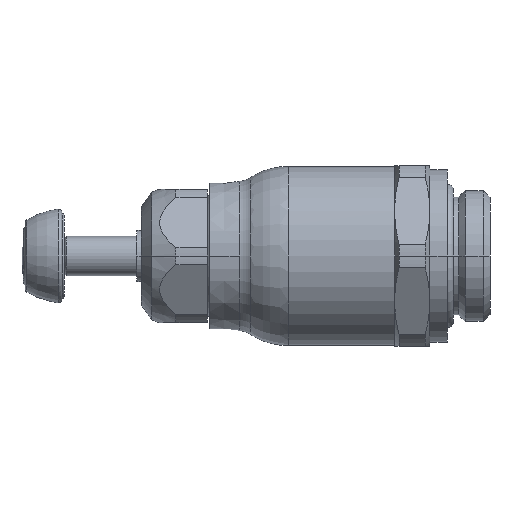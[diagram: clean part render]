
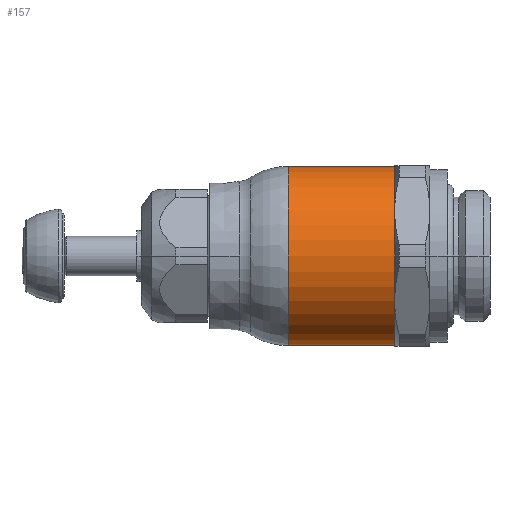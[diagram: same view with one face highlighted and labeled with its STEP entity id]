
A CAD part, left-side view. The second image highlights one B-rep face of the part: STEP entity #157.
In plain terms, the highlighted cylindrical face has radius 11.4 mm (diameter 22.801 mm), a full revolution.
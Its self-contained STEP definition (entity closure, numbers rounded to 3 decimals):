
#157=ADVANCED_FACE('',(#407,#408),#409,.T.);
#407=FACE_BOUND('',#664,.T.);
#408=FACE_BOUND('',#665,.T.);
#409=CYLINDRICAL_SURFACE('',#666,11.4);
#664=EDGE_LOOP('',(#1559,#1560,#1561));
#665=EDGE_LOOP('',(#1562,#1563));
#666=AXIS2_PLACEMENT_3D('',#1564,#1565,#1566);
#1559=ORIENTED_EDGE('',*,*,#1743,.T.);
#1560=ORIENTED_EDGE('',*,*,#1687,.T.);
#1561=ORIENTED_EDGE('',*,*,#1878,.F.);
#1562=ORIENTED_EDGE('',*,*,#1772,.T.);
#1563=ORIENTED_EDGE('',*,*,#1773,.T.);
#1564=CARTESIAN_POINT('',(0.0,6.75,0.0));
#1565=DIRECTION('',(0.0,1.0,0.0));
#1566=DIRECTION('',(-1.0,0.0,0.0));
#1687=EDGE_CURVE('',#2052,#2050,#2053,.T.);
#1743=EDGE_CURVE('',#2142,#2052,#2143,.T.);
#1772=EDGE_CURVE('',#2185,#2186,#2187,.T.);
#1773=EDGE_CURVE('',#2186,#2185,#2188,.T.);
#1878=EDGE_CURVE('',#2142,#2050,#2352,.T.);
#2050=VERTEX_POINT('',#2646);
#2052=VERTEX_POINT('',#2681);
#2053=B_SPLINE_CURVE_WITH_KNOTS('',3,(#2682,#2683,#2684,#2685,#2686,#2687,#2688,#2689,#2690,#2691,#2692,#2693,#2694,#2695,#2696,#2697,#2698,#2699,#2700,#2701,#2702,#2703,#2704,#2705,#2706,#2707,#2708,#2709,#2710,#2711,#2712,#2713,#2714,#2715,#2716,#2717,#2718,#2719,#2720),.UNSPECIFIED.,.F.,.F.,(4,3,2,2,2,2,2,2,2,2,2,2,2,2,2,2,2,2,4),(-1.433,0.0,1.433,2.865,4.298,5.731,7.151,8.571,9.99,11.41,12.83,14.25,15.67,17.09,18.523,19.955,21.388,22.821,24.253),.UNSPECIFIED.);
#2142=VERTEX_POINT('',#2978);
#2143=B_SPLINE_CURVE_WITH_KNOTS('',3,(#2979,#2980,#2981,#2982,#2983,#2984,#2985,#2986,#2987,#2988,#2989,#2990,#2991,#2992,#2993,#2994,#2995,#2996,#2997,#2998,#2999,#3000,#3001,#3002,#3003,#3004,#3005,#3006,#3007,#3008,#3009,#3010,#3011,#3012,#3013,#3014,#3015,#3016,#3017),.UNSPECIFIED.,.F.,.F.,(4,3,2,2,2,2,2,2,2,2,2,2,2,2,2,2,2,2,4),(-1.433,0.0,1.433,2.865,4.298,5.731,7.151,8.571,9.99,11.41,12.83,14.25,15.67,17.09,18.523,19.955,21.388,22.821,24.253),.UNSPECIFIED.);
#2185=VERTEX_POINT('',#3116);
#2186=VERTEX_POINT('',#3117);
#2187=CIRCLE('',#3118,11.4);
#2188=CIRCLE('',#3119,11.4);
#2352=CIRCLE('',#3538,11.4);
#2646=CARTESIAN_POINT('',(8.757,13.5,7.3));
#2681=CARTESIAN_POINT('',(11.4,6.2,0.));
#2682=CARTESIAN_POINT('',(8.875,14.941,-7.156));
#2683=CARTESIAN_POINT('',(8.797,14.464,-7.252));
#2684=CARTESIAN_POINT('',(8.757,13.978,-7.3));
#2685=CARTESIAN_POINT('',(8.757,13.5,-7.3));
#2686=CARTESIAN_POINT('',(8.757,13.022,-7.3));
#2687=CARTESIAN_POINT('',(8.797,12.536,-7.252));
#2688=CARTESIAN_POINT('',(8.952,11.581,-7.06));
#2689=CARTESIAN_POINT('',(9.066,11.112,-6.915));
#2690=CARTESIAN_POINT('',(9.341,10.221,-6.54));
#2691=CARTESIAN_POINT('',(9.501,9.797,-6.309));
#2692=CARTESIAN_POINT('',(9.832,9.014,-5.779));
#2693=CARTESIAN_POINT('',(10.003,8.656,-5.48));
#2694=CARTESIAN_POINT('',(10.325,8.023,-4.847));
#2695=CARTESIAN_POINT('',(10.487,7.725,-4.49));
#2696=CARTESIAN_POINT('',(10.789,7.194,-3.707));
#2697=CARTESIAN_POINT('',(10.928,6.961,-3.282));
#2698=CARTESIAN_POINT('',(11.158,6.584,-2.386));
#2699=CARTESIAN_POINT('',(11.249,6.439,-1.915));
#2700=CARTESIAN_POINT('',(11.37,6.247,-0.958));
#2701=CARTESIAN_POINT('',(11.4,6.2,-0.473));
#2702=CARTESIAN_POINT('',(11.4,6.2,0.473));
#2703=CARTESIAN_POINT('',(11.37,6.247,0.958));
#2704=CARTESIAN_POINT('',(11.249,6.439,1.915));
#2705=CARTESIAN_POINT('',(11.158,6.584,2.386));
#2706=CARTESIAN_POINT('',(10.928,6.961,3.282));
#2707=CARTESIAN_POINT('',(10.789,7.194,3.707));
#2708=CARTESIAN_POINT('',(10.487,7.725,4.49));
#2709=CARTESIAN_POINT('',(10.325,8.023,4.847));
#2710=CARTESIAN_POINT('',(10.003,8.656,5.48));
#2711=CARTESIAN_POINT('',(9.832,9.014,5.779));
#2712=CARTESIAN_POINT('',(9.501,9.797,6.309));
#2713=CARTESIAN_POINT('',(9.341,10.221,6.54));
#2714=CARTESIAN_POINT('',(9.066,11.112,6.915));
#2715=CARTESIAN_POINT('',(8.952,11.581,7.06));
#2716=CARTESIAN_POINT('',(8.797,12.536,7.252));
#2717=CARTESIAN_POINT('',(8.757,13.022,7.3));
#2718=CARTESIAN_POINT('',(8.757,13.978,7.3));
#2719=CARTESIAN_POINT('',(8.797,14.464,7.252));
#2720=CARTESIAN_POINT('',(8.875,14.941,7.156));
#2978=CARTESIAN_POINT('',(8.757,13.5,-7.3));
#2979=CARTESIAN_POINT('',(8.875,14.941,-7.156));
#2980=CARTESIAN_POINT('',(8.797,14.464,-7.252));
#2981=CARTESIAN_POINT('',(8.757,13.978,-7.3));
#2982=CARTESIAN_POINT('',(8.757,13.5,-7.3));
#2983=CARTESIAN_POINT('',(8.757,13.022,-7.3));
#2984=CARTESIAN_POINT('',(8.797,12.536,-7.252));
#2985=CARTESIAN_POINT('',(8.952,11.581,-7.06));
#2986=CARTESIAN_POINT('',(9.066,11.112,-6.915));
#2987=CARTESIAN_POINT('',(9.341,10.221,-6.54));
#2988=CARTESIAN_POINT('',(9.501,9.797,-6.309));
#2989=CARTESIAN_POINT('',(9.832,9.014,-5.779));
#2990=CARTESIAN_POINT('',(10.003,8.656,-5.48));
#2991=CARTESIAN_POINT('',(10.325,8.023,-4.847));
#2992=CARTESIAN_POINT('',(10.487,7.725,-4.49));
#2993=CARTESIAN_POINT('',(10.789,7.194,-3.707));
#2994=CARTESIAN_POINT('',(10.928,6.961,-3.282));
#2995=CARTESIAN_POINT('',(11.158,6.584,-2.386));
#2996=CARTESIAN_POINT('',(11.249,6.439,-1.915));
#2997=CARTESIAN_POINT('',(11.37,6.247,-0.958));
#2998=CARTESIAN_POINT('',(11.4,6.2,-0.473));
#2999=CARTESIAN_POINT('',(11.4,6.2,0.473));
#3000=CARTESIAN_POINT('',(11.37,6.247,0.958));
#3001=CARTESIAN_POINT('',(11.249,6.439,1.915));
#3002=CARTESIAN_POINT('',(11.158,6.584,2.386));
#3003=CARTESIAN_POINT('',(10.928,6.961,3.282));
#3004=CARTESIAN_POINT('',(10.789,7.194,3.707));
#3005=CARTESIAN_POINT('',(10.487,7.725,4.49));
#3006=CARTESIAN_POINT('',(10.325,8.023,4.847));
#3007=CARTESIAN_POINT('',(10.003,8.656,5.48));
#3008=CARTESIAN_POINT('',(9.832,9.014,5.779));
#3009=CARTESIAN_POINT('',(9.501,9.797,6.309));
#3010=CARTESIAN_POINT('',(9.341,10.221,6.54));
#3011=CARTESIAN_POINT('',(9.066,11.112,6.915));
#3012=CARTESIAN_POINT('',(8.952,11.581,7.06));
#3013=CARTESIAN_POINT('',(8.797,12.536,7.252));
#3014=CARTESIAN_POINT('',(8.757,13.022,7.3));
#3015=CARTESIAN_POINT('',(8.757,13.978,7.3));
#3016=CARTESIAN_POINT('',(8.797,14.464,7.252));
#3017=CARTESIAN_POINT('',(8.875,14.941,7.156));
#3116=CARTESIAN_POINT('',(-11.4,0.0,0.0));
#3117=CARTESIAN_POINT('',(11.4,0.0,0.));
#3118=AXIS2_PLACEMENT_3D('',#3907,#3908,#3909);
#3119=AXIS2_PLACEMENT_3D('',#3910,#3911,#3912);
#3538=AXIS2_PLACEMENT_3D('',#4097,#4098,#4099);
#3907=CARTESIAN_POINT('',(0.0,0.0,0.0));
#3908=DIRECTION('',(0.0,1.0,0.0));
#3909=DIRECTION('',(-1.0,0.0,0.0));
#3910=CARTESIAN_POINT('',(0.0,0.0,0.0));
#3911=DIRECTION('',(0.0,1.0,0.0));
#3912=DIRECTION('',(-1.0,0.0,0.0));
#4097=CARTESIAN_POINT('',(0.0,13.5,0.0));
#4098=DIRECTION('',(0.0,1.0,0.0));
#4099=DIRECTION('',(-1.0,0.0,0.0));
